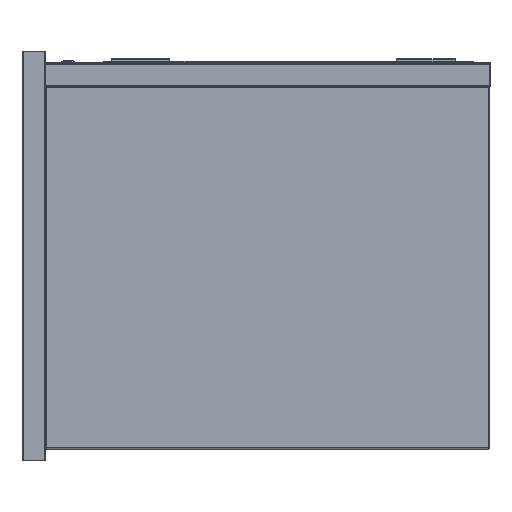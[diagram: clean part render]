
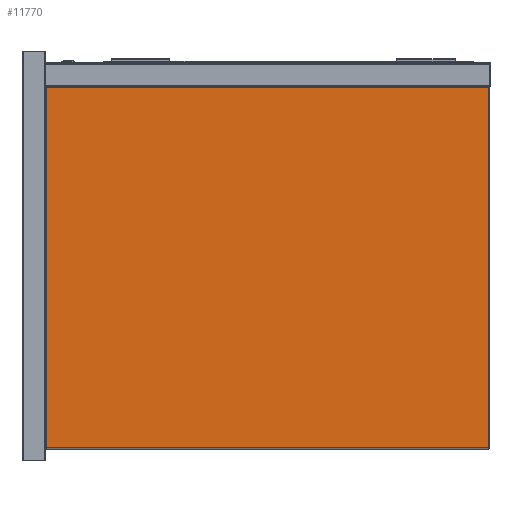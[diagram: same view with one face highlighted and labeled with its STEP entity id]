
A CAD part, left-side view. The second image highlights one B-rep face of the part: STEP entity #11770.
In plain terms, the highlighted planar face has unit normal (-1, 0, 0).
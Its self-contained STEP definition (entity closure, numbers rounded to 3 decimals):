
#221 = VECTOR ( 'NONE', #34455, 1000. ) ;
#471 = ORIENTED_EDGE ( 'NONE', *, *, #25860, .T. ) ;
#1362 = CARTESIAN_POINT ( 'NONE',  ( -700., 380., -42. ) ) ;
#2492 = DIRECTION ( 'NONE',  ( 0., 0., -1. ) ) ;
#4812 = LINE ( 'NONE', #35201, #10511 ) ;
#5737 = DIRECTION ( 'NONE',  ( 0., 0., 1. ) ) ;
#6154 = EDGE_CURVE ( 'NONE', #13995, #8869, #33884, .T. ) ;
#7263 = ORIENTED_EDGE ( 'NONE', *, *, #31931, .T. ) ;
#8416 = FACE_OUTER_BOUND ( 'NONE', #36645, .T. ) ;
#8610 = CARTESIAN_POINT ( 'NONE',  ( -700., -380., -660. ) ) ;
#8869 = VERTEX_POINT ( 'NONE', #27058 ) ;
#10046 = EDGE_CURVE ( 'NONE', #13778, #13995, #27064, .T. ) ;
#10197 = VECTOR ( 'NONE', #38114, 1000. ) ;
#10511 = VECTOR ( 'NONE', #2492, 1000. ) ;
#11118 = VERTEX_POINT ( 'NONE', #11795 ) ;
#11770 = ADVANCED_FACE ( 'Fl�che7', ( #8416 ), #34604, .T. ) ;
#11795 = CARTESIAN_POINT ( 'NONE',  ( -700., 378., -658. ) ) ;
#12515 = CARTESIAN_POINT ( 'NONE',  ( -700., -378., -42. ) ) ;
#13778 = VERTEX_POINT ( 'NONE', #20529 ) ;
#13995 = VERTEX_POINT ( 'NONE', #12515 ) ;
#14857 = CARTESIAN_POINT ( 'NONE',  ( -700., -378., -660. ) ) ;
#16822 = AXIS2_PLACEMENT_3D ( 'NONE', #8610, #19844, #5737 ) ;
#16990 = ORIENTED_EDGE ( 'NONE', *, *, #10046, .T. ) ;
#18108 = CARTESIAN_POINT ( 'NONE',  ( -700., -380., -658. ) ) ;
#19844 = DIRECTION ( 'NONE',  ( -1., 0., 0. ) ) ;
#20529 = CARTESIAN_POINT ( 'NONE',  ( -700., -378., -658. ) ) ;
#21157 = ORIENTED_EDGE ( 'NONE', *, *, #6154, .T. ) ;
#25860 = EDGE_CURVE ( 'NONE', #8869, #11118, #4812, .T. ) ;
#26243 = LINE ( 'NONE', #18108, #10197 ) ;
#26874 = DIRECTION ( 'NONE',  ( 0., 0., 1. ) ) ;
#27058 = CARTESIAN_POINT ( 'NONE',  ( -700., 378., -42. ) ) ;
#27064 = LINE ( 'NONE', #14857, #27203 ) ;
#27203 = VECTOR ( 'NONE', #26874, 1000. ) ;
#31931 = EDGE_CURVE ( 'NONE', #11118, #13778, #26243, .T. ) ;
#33884 = LINE ( 'NONE', #1362, #221 ) ;
#34455 = DIRECTION ( 'NONE',  ( 0., 1., 0. ) ) ;
#34604 = PLANE ( 'NONE',  #16822 ) ;
#35201 = CARTESIAN_POINT ( 'NONE',  ( -700., 378., -660. ) ) ;
#36645 = EDGE_LOOP ( 'NONE', ( #16990, #21157, #471, #7263 ) ) ;
#38114 = DIRECTION ( 'NONE',  ( 0., -1., 0. ) ) ;
